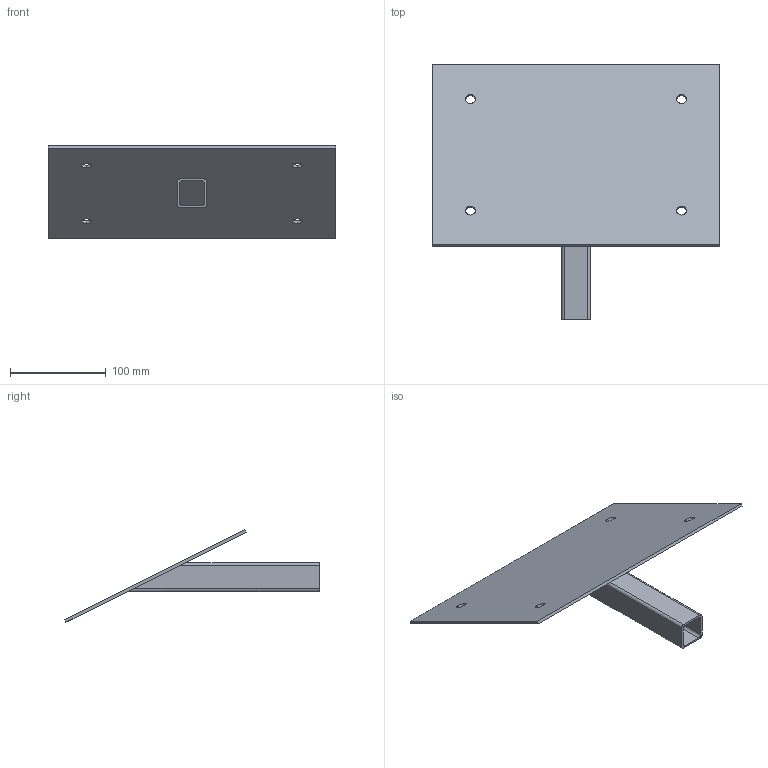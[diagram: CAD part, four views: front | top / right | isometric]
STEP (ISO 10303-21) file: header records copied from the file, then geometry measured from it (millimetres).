
FILE_DESCRIPTION (( 'STEP AP203' ), '1' );
FILE_NAME ('support aff.STEP', '2023-05-11T10:31:55', ( '' ), ( '' ), 'SwSTEP 2.0', 'SolidWorks 2020', '' );
FILE_SCHEMA (( 'CONFIG_CONTROL_DESIGN' ));
Length unit declared in the file: millimetre
Products named in the file (1): support aff
Bounding box: 300 x 265.26 x 96.6 mm (x, y, z)
Volume: 226040.9 mm3; surface area: 164815.1 mm2
Topology: 1 solids, 1 shells, 32 faces, 84 edges, 56 vertices
Faces by surface type: cylinder 16, plane 16
Entity records: 1085 total; most frequent: CARTESIAN_POINT 197, ORIENTED_EDGE 168, DIRECTION 166, EDGE_CURVE 84, AXIS2_PLACEMENT_3D 57, VERTEX_POINT 56, LINE 52, VECTOR 52
